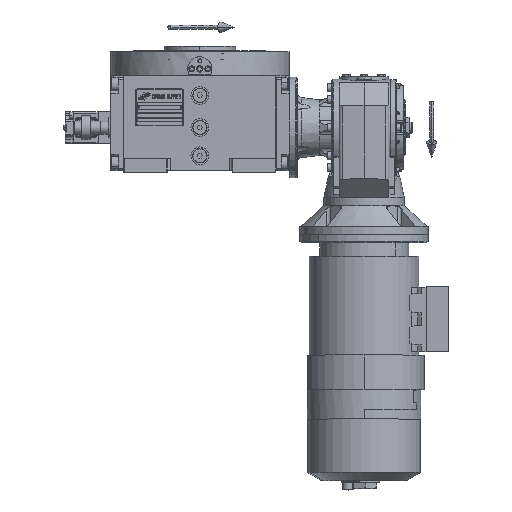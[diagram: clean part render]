
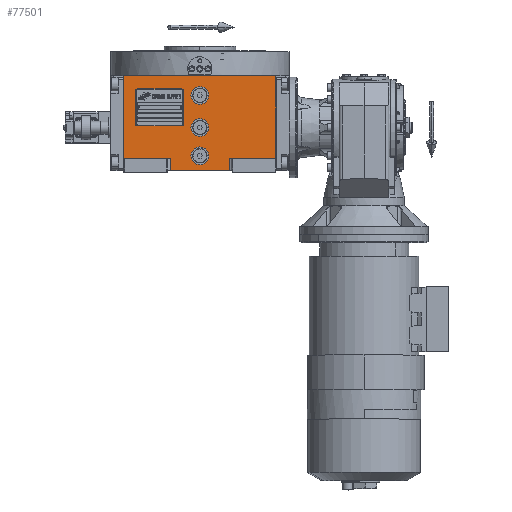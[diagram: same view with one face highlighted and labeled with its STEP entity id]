
A CAD part, top view. The second image highlights one B-rep face of the part: STEP entity #77501.
In plain terms, the highlighted planar face has unit normal (0, 0, 1).
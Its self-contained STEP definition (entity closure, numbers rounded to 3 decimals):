
#2369 = EDGE_LOOP ( 'NONE', ( #48835, #52270 ) ) ;
#3269 = CARTESIAN_POINT ( 'NONE',  ( 0., 0., 163.5 ) ) ;
#5532 = EDGE_CURVE ( 'NONE', #32263, #97399, #89112, .T. ) ;
#6172 = DIRECTION ( 'NONE',  ( 0., 1., 0. ) ) ;
#7322 = CARTESIAN_POINT ( 'NONE',  ( -94.5, -38.5, 163.5 ) ) ;
#7821 = FACE_BOUND ( 'NONE', #67867, .T. ) ;
#8677 = CARTESIAN_POINT ( 'NONE',  ( 37., -38.5, 163.5 ) ) ;
#10409 = CARTESIAN_POINT ( 'NONE',  ( -11., 40., 163.5 ) ) ;
#10668 = DIRECTION ( 'NONE',  ( 0., 0., 1. ) ) ;
#11669 = EDGE_CURVE ( 'NONE', #70974, #11774, #102563, .T. ) ;
#11774 = VERTEX_POINT ( 'NONE', #51780 ) ;
#11860 = DIRECTION ( 'NONE',  ( -1., 0., 0. ) ) ;
#13497 = CARTESIAN_POINT ( 'NONE',  ( -94.5, 64.5, 163.5 ) ) ;
#13948 = CARTESIAN_POINT ( 'NONE',  ( 0., 40., 163.5 ) ) ;
#15246 = CARTESIAN_POINT ( 'NONE',  ( 37., -53.5, 163.5 ) ) ;
#17073 = EDGE_CURVE ( 'NONE', #99714, #83841, #39599, .T. ) ;
#17986 = EDGE_LOOP ( 'NONE', ( #103066, #104096 ) ) ;
#19225 = LINE ( 'NONE', #102769, #103867 ) ;
#19581 = CARTESIAN_POINT ( 'NONE',  ( 94.5, -38.5, 163.5 ) ) ;
#22144 = CARTESIAN_POINT ( 'NONE',  ( -37., -53.5, 163.5 ) ) ;
#25496 = EDGE_CURVE ( 'NONE', #73322, #45777, #47106, .T. ) ;
#26493 = LINE ( 'NONE', #111290, #108586 ) ;
#27094 = DIRECTION ( 'NONE',  ( 0., 1., 0. ) ) ;
#27147 = EDGE_CURVE ( 'NONE', #60222, #118102, #99942, .T. ) ;
#30943 = DIRECTION ( 'NONE',  ( 0., 0., 1. ) ) ;
#31126 = DIRECTION ( 'NONE',  ( 0., 0., 1. ) ) ;
#31806 = DIRECTION ( 'NONE',  ( 1., 0., 0. ) ) ;
#32263 = VERTEX_POINT ( 'NONE', #113188 ) ;
#33532 = DIRECTION ( 'NONE',  ( 1., 0., 0. ) ) ;
#35426 = EDGE_CURVE ( 'NONE', #114369, #40733, #77709, .T. ) ;
#35757 = LINE ( 'NONE', #8677, #55911 ) ;
#36139 = CARTESIAN_POINT ( 'NONE',  ( -94.5, -53.5, 163.5 ) ) ;
#37507 = ORIENTED_EDGE ( 'NONE', *, *, #27147, .T. ) ;
#39153 = DIRECTION ( 'NONE',  ( -1., 0., 0. ) ) ;
#39599 = CIRCLE ( 'NONE', #74881, 11. ) ;
#40182 = CARTESIAN_POINT ( 'NONE',  ( -37., -53.5, 163.5 ) ) ;
#40459 = AXIS2_PLACEMENT_3D ( 'NONE', #13948, #106151, #31806 ) ;
#40733 = VERTEX_POINT ( 'NONE', #10409 ) ;
#42186 = EDGE_CURVE ( 'NONE', #83841, #99714, #70937, .T. ) ;
#42229 = EDGE_CURVE ( 'NONE', #83996, #45777, #109287, .T. ) ;
#44144 = ORIENTED_EDGE ( 'NONE', *, *, #5532, .T. ) ;
#44150 = DIRECTION ( 'NONE',  ( 0., -1., 0. ) ) ;
#44670 = EDGE_CURVE ( 'NONE', #40733, #114369, #106441, .T. ) ;
#44814 = DIRECTION ( 'NONE',  ( 1., 0., 0. ) ) ;
#45335 = FACE_OUTER_BOUND ( 'NONE', #95829, .T. ) ;
#45362 = CARTESIAN_POINT ( 'NONE',  ( 11., 40., 163.5 ) ) ;
#45777 = VERTEX_POINT ( 'NONE', #15246 ) ;
#47076 = ORIENTED_EDGE ( 'NONE', *, *, #80347, .F. ) ;
#47106 = LINE ( 'NONE', #40182, #53942 ) ;
#48835 = ORIENTED_EDGE ( 'NONE', *, *, #11669, .F. ) ;
#50356 = ORIENTED_EDGE ( 'NONE', *, *, #91357, .F. ) ;
#51780 = CARTESIAN_POINT ( 'NONE',  ( -11., 0., 163.5 ) ) ;
#52119 = DIRECTION ( 'NONE',  ( 1., 0., 0. ) ) ;
#52270 = ORIENTED_EDGE ( 'NONE', *, *, #103630, .F. ) ;
#52456 = ORIENTED_EDGE ( 'NONE', *, *, #105393, .F. ) ;
#52868 = LINE ( 'NONE', #90360, #92776 ) ;
#53942 = VECTOR ( 'NONE', #82763, 1000. ) ;
#55390 = AXIS2_PLACEMENT_3D ( 'NONE', #104225, #31126, #39153 ) ;
#55779 = DIRECTION ( 'NONE',  ( 0., 0., 1. ) ) ;
#55911 = VECTOR ( 'NONE', #83640, 1000. ) ;
#58535 = VERTEX_POINT ( 'NONE', #13497 ) ;
#59146 = CARTESIAN_POINT ( 'NONE',  ( 0., 0., 163.5 ) ) ;
#60222 = VERTEX_POINT ( 'NONE', #19581 ) ;
#60423 = VECTOR ( 'NONE', #44814, 1000. ) ;
#63855 = CARTESIAN_POINT ( 'NONE',  ( 11., 0., 163.5 ) ) ;
#64401 = CARTESIAN_POINT ( 'NONE',  ( 37., -38.5, 163.5 ) ) ;
#64515 = EDGE_CURVE ( 'NONE', #83996, #60222, #35757, .T. ) ;
#66168 = ORIENTED_EDGE ( 'NONE', *, *, #64515, .T. ) ;
#66660 = CARTESIAN_POINT ( 'NONE',  ( 37., -38.5, 163.5 ) ) ;
#67867 = EDGE_LOOP ( 'NONE', ( #96542, #78122 ) ) ;
#68399 = DIRECTION ( 'NONE',  ( 1., 0., 0. ) ) ;
#70937 = CIRCLE ( 'NONE', #78831, 11. ) ;
#70974 = VERTEX_POINT ( 'NONE', #63855 ) ;
#71679 = DIRECTION ( 'NONE',  ( 0., 1., 0. ) ) ;
#71804 = VECTOR ( 'NONE', #71679, 1000. ) ;
#72179 = CARTESIAN_POINT ( 'NONE',  ( 0., -35., 163.5 ) ) ;
#72963 = FACE_BOUND ( 'NONE', #17986, .T. ) ;
#73322 = VERTEX_POINT ( 'NONE', #22144 ) ;
#74725 = CIRCLE ( 'NONE', #100251, 11. ) ;
#74881 = AXIS2_PLACEMENT_3D ( 'NONE', #72179, #116480, #33532 ) ;
#77501 = ADVANCED_FACE ( 'NONE', ( #92022, #72963, #7821, #45335 ), #120265, .T. ) ;
#77709 = CIRCLE ( 'NONE', #40459, 11. ) ;
#78122 = ORIENTED_EDGE ( 'NONE', *, *, #44670, .F. ) ;
#78831 = AXIS2_PLACEMENT_3D ( 'NONE', #120307, #55779, #119699 ) ;
#80347 = EDGE_CURVE ( 'NONE', #73322, #97399, #26493, .T. ) ;
#82685 = VECTOR ( 'NONE', #44150, 1000. ) ;
#82763 = DIRECTION ( 'NONE',  ( 1., 0., 0. ) ) ;
#83640 = DIRECTION ( 'NONE',  ( 1., 0., 0. ) ) ;
#83762 = DIRECTION ( 'NONE',  ( 1., 0., 0. ) ) ;
#83841 = VERTEX_POINT ( 'NONE', #120907 ) ;
#83996 = VERTEX_POINT ( 'NONE', #66660 ) ;
#84084 = ORIENTED_EDGE ( 'NONE', *, *, #42229, .F. ) ;
#87759 = ORIENTED_EDGE ( 'NONE', *, *, #25496, .T. ) ;
#89112 = LINE ( 'NONE', #7322, #60423 ) ;
#90360 = CARTESIAN_POINT ( 'NONE',  ( -94.5, -38.5, 163.5 ) ) ;
#91357 = EDGE_CURVE ( 'NONE', #58535, #118102, #19225, .T. ) ;
#92022 = FACE_BOUND ( 'NONE', #2369, .T. ) ;
#92776 = VECTOR ( 'NONE', #6172, 1000. ) ;
#93146 = AXIS2_PLACEMENT_3D ( 'NONE', #36139, #98805, #52119 ) ;
#95829 = EDGE_LOOP ( 'NONE', ( #87759, #84084, #66168, #37507, #50356, #52456, #44144, #47076 ) ) ;
#96542 = ORIENTED_EDGE ( 'NONE', *, *, #35426, .F. ) ;
#97399 = VERTEX_POINT ( 'NONE', #100643 ) ;
#98632 = AXIS2_PLACEMENT_3D ( 'NONE', #59146, #30943, #68399 ) ;
#98805 = DIRECTION ( 'NONE',  ( 0., 0., 1. ) ) ;
#99714 = VERTEX_POINT ( 'NONE', #115184 ) ;
#99942 = LINE ( 'NONE', #118376, #71804 ) ;
#100251 = AXIS2_PLACEMENT_3D ( 'NONE', #3269, #10668, #11860 ) ;
#100643 = CARTESIAN_POINT ( 'NONE',  ( -37., -38.5, 163.5 ) ) ;
#102563 = CIRCLE ( 'NONE', #98632, 11. ) ;
#102769 = CARTESIAN_POINT ( 'NONE',  ( -94.5, 64.5, 163.5 ) ) ;
#103066 = ORIENTED_EDGE ( 'NONE', *, *, #17073, .F. ) ;
#103630 = EDGE_CURVE ( 'NONE', #11774, #70974, #74725, .T. ) ;
#103867 = VECTOR ( 'NONE', #83762, 1000. ) ;
#104096 = ORIENTED_EDGE ( 'NONE', *, *, #42186, .F. ) ;
#104225 = CARTESIAN_POINT ( 'NONE',  ( 0., 40., 163.5 ) ) ;
#105393 = EDGE_CURVE ( 'NONE', #32263, #58535, #52868, .T. ) ;
#106151 = DIRECTION ( 'NONE',  ( 0., 0., 1. ) ) ;
#106441 = CIRCLE ( 'NONE', #55390, 11. ) ;
#108586 = VECTOR ( 'NONE', #27094, 1000. ) ;
#109287 = LINE ( 'NONE', #64401, #82685 ) ;
#111290 = CARTESIAN_POINT ( 'NONE',  ( -37., -53.5, 163.5 ) ) ;
#113188 = CARTESIAN_POINT ( 'NONE',  ( -94.5, -38.5, 163.5 ) ) ;
#114369 = VERTEX_POINT ( 'NONE', #45362 ) ;
#114776 = CARTESIAN_POINT ( 'NONE',  ( 94.5, 64.5, 163.5 ) ) ;
#115184 = CARTESIAN_POINT ( 'NONE',  ( 11., -35., 163.5 ) ) ;
#116480 = DIRECTION ( 'NONE',  ( 0., 0., 1. ) ) ;
#118102 = VERTEX_POINT ( 'NONE', #114776 ) ;
#118376 = CARTESIAN_POINT ( 'NONE',  ( 94.5, -38.5, 163.5 ) ) ;
#119699 = DIRECTION ( 'NONE',  ( -1., 0., 0. ) ) ;
#120265 = PLANE ( 'NONE',  #93146 ) ;
#120307 = CARTESIAN_POINT ( 'NONE',  ( 0., -35., 163.5 ) ) ;
#120907 = CARTESIAN_POINT ( 'NONE',  ( -11., -35., 163.5 ) ) ;
